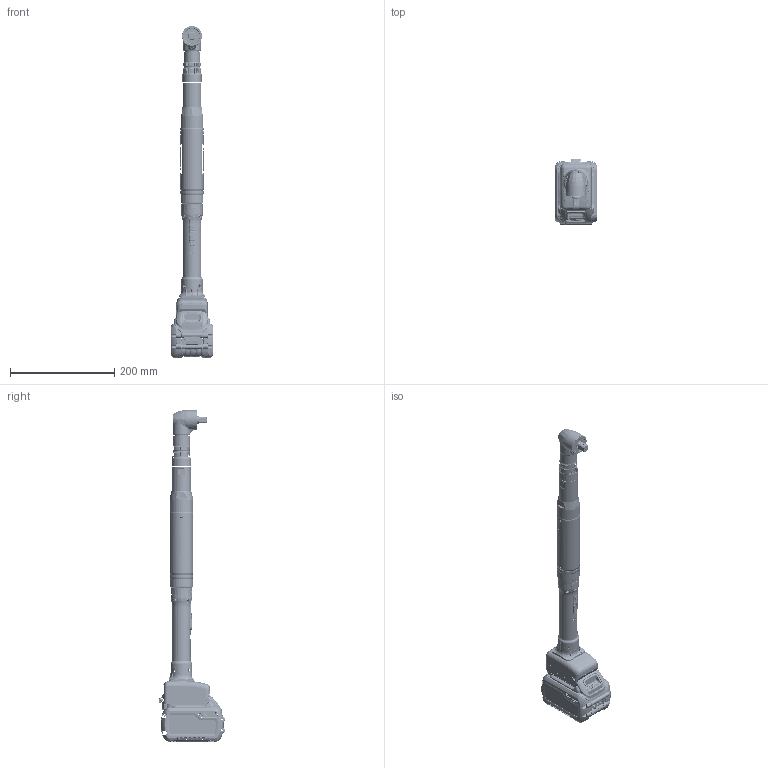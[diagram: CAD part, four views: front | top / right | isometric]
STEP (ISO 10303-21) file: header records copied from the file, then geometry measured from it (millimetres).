
FILE_DESCRIPTION((''),'2;1');
FILE_NAME('B33LA19-55','2018-08-08T',('TAS0721'),(''),'PRO/ENGINEER BY PARAMETRIC TECHNOLOGY CORPORATION, 2016360','PRO/ENGINEER BY PARAMETRIC TECHNOLOGY CORPORATION, 2016360','');
FILE_SCHEMA(('CONFIG_CONTROL_DESIGN'));
Products named in the file (1): B33LA19-55
Bounding box: 82 x 126.5 x 636.15 mm (x, y, z)
Surface area: 274394.1 mm2 (no closed solid volume)
Topology: 0 solids, 678 shells, 3366 faces, 17285 edges, 14236 vertices
Faces by surface type: cylinder 1092, bspline 844, plane 765, cone 350, torus 210, extrusion 101, sphere 4
Entity records: 255327 total; most frequent: CARTESIAN_POINT 140567, ORIENTED_EDGE 22039, DIRECTION 17950, EDGE_CURVE 17276, VERTEX_POINT 14236, B_SPLINE_CURVE_WITH_KNOTS 7869, VECTOR 6110, LINE 6009
